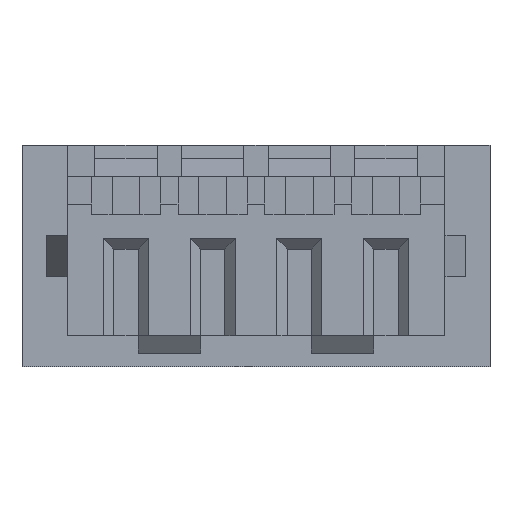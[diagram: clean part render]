
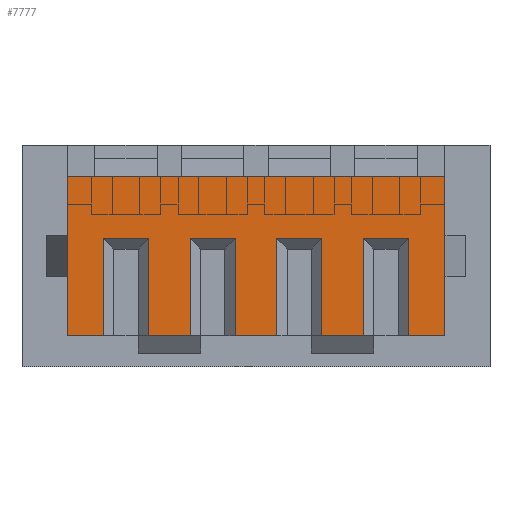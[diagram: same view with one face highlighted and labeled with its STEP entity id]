
A CAD part, front view. The second image highlights one B-rep face of the part: STEP entity #7777.
In plain terms, the highlighted planar face has unit normal (0, -1, 0).
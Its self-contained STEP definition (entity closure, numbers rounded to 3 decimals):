
#1129=DIRECTION('',(0.,0.,1.));
#1130=VECTOR('',#1129,2.3);
#1131=CARTESIAN_POINT('',(2.725,-1.975,-1.15));
#1132=LINE('',#1131,#1130);
#1213=DIRECTION('',(0.,0.,1.));
#1214=VECTOR('',#1213,1.4);
#1215=CARTESIAN_POINT('',(1.55,-1.975,-1.15));
#1216=LINE('',#1215,#1214);
#1225=DIRECTION('',(1.,0.,0.));
#1226=VECTOR('',#1225,0.6);
#1227=CARTESIAN_POINT('',(0.95,-1.975,-1.15));
#1228=LINE('',#1227,#1226);
#1229=DIRECTION('',(1.,0.,0.));
#1230=VECTOR('',#1229,0.6);
#1231=CARTESIAN_POINT('',(-0.3,-1.975,-1.15));
#1232=LINE('',#1231,#1230);
#1233=DIRECTION('',(1.,0.,0.));
#1234=VECTOR('',#1233,0.6);
#1235=CARTESIAN_POINT('',(-1.55,-1.975,-1.15));
#1236=LINE('',#1235,#1234);
#1237=DIRECTION('',(1.,0.,0.));
#1238=VECTOR('',#1237,0.525);
#1239=CARTESIAN_POINT('',(-2.725,-1.975,-1.15));
#1240=LINE('',#1239,#1238);
#1241=DIRECTION('',(0.,0.,1.));
#1242=VECTOR('',#1241,2.3);
#1243=CARTESIAN_POINT('',(-2.725,-1.975,-1.15));
#1244=LINE('',#1243,#1242);
#1245=DIRECTION('',(1.,0.,0.));
#1246=VECTOR('',#1245,5.45);
#1247=CARTESIAN_POINT('',(-2.725,-1.975,1.15));
#1248=LINE('',#1247,#1246);
#1249=DIRECTION('',(1.,0.,0.));
#1250=VECTOR('',#1249,0.525);
#1251=CARTESIAN_POINT('',(2.2,-1.975,-1.15));
#1252=LINE('',#1251,#1250);
#1253=DIRECTION('',(0.,0.,1.));
#1254=VECTOR('',#1253,1.4);
#1255=CARTESIAN_POINT('',(2.2,-1.975,-1.15));
#1256=LINE('',#1255,#1254);
#1269=DIRECTION('',(-1.,0.,0.));
#1270=VECTOR('',#1269,0.65);
#1271=CARTESIAN_POINT('',(2.2,-1.975,0.25));
#1272=LINE('',#1271,#1270);
#1281=DIRECTION('',(0.,0.,1.));
#1282=VECTOR('',#1281,1.4);
#1283=CARTESIAN_POINT('',(0.95,-1.975,-1.15));
#1284=LINE('',#1283,#1282);
#1297=DIRECTION('',(0.,0.,1.));
#1298=VECTOR('',#1297,1.4);
#1299=CARTESIAN_POINT('',(0.3,-1.975,-1.15));
#1300=LINE('',#1299,#1298);
#1309=DIRECTION('',(-1.,0.,0.));
#1310=VECTOR('',#1309,0.65);
#1311=CARTESIAN_POINT('',(0.95,-1.975,0.25));
#1312=LINE('',#1311,#1310);
#1321=DIRECTION('',(0.,0.,1.));
#1322=VECTOR('',#1321,1.4);
#1323=CARTESIAN_POINT('',(-0.3,-1.975,-1.15));
#1324=LINE('',#1323,#1322);
#1337=DIRECTION('',(0.,0.,1.));
#1338=VECTOR('',#1337,1.4);
#1339=CARTESIAN_POINT('',(-0.95,-1.975,-1.15));
#1340=LINE('',#1339,#1338);
#1349=DIRECTION('',(-1.,0.,0.));
#1350=VECTOR('',#1349,0.65);
#1351=CARTESIAN_POINT('',(-0.3,-1.975,0.25));
#1352=LINE('',#1351,#1350);
#1361=DIRECTION('',(0.,0.,1.));
#1362=VECTOR('',#1361,1.4);
#1363=CARTESIAN_POINT('',(-1.55,-1.975,-1.15));
#1364=LINE('',#1363,#1362);
#1377=DIRECTION('',(0.,0.,1.));
#1378=VECTOR('',#1377,1.4);
#1379=CARTESIAN_POINT('',(-2.2,-1.975,-1.15));
#1380=LINE('',#1379,#1378);
#1389=DIRECTION('',(-1.,0.,0.));
#1390=VECTOR('',#1389,0.65);
#1391=CARTESIAN_POINT('',(-1.55,-1.975,0.25));
#1392=LINE('',#1391,#1390);
#4590=CARTESIAN_POINT('',(-2.725,-1.975,-1.15));
#4592=VERTEX_POINT('',#4590);
#4593=CARTESIAN_POINT('',(-2.725,-1.975,1.15));
#4595=VERTEX_POINT('',#4593);
#4603=CARTESIAN_POINT('',(2.725,-1.975,1.15));
#4604=VERTEX_POINT('',#4603);
#4605=CARTESIAN_POINT('',(2.725,-1.975,-1.15));
#4607=VERTEX_POINT('',#4605);
#4749=CARTESIAN_POINT('',(-2.2,-1.975,-1.15));
#4750=CARTESIAN_POINT('',(-2.2,-1.975,0.25));
#4751=VERTEX_POINT('',#4749);
#4752=VERTEX_POINT('',#4750);
#4757=CARTESIAN_POINT('',(-1.55,-1.975,0.25));
#4758=VERTEX_POINT('',#4757);
#4761=CARTESIAN_POINT('',(-1.55,-1.975,-1.15));
#4762=VERTEX_POINT('',#4761);
#5037=CARTESIAN_POINT('',(-0.95,-1.975,-1.15));
#5038=CARTESIAN_POINT('',(-0.95,-1.975,0.25));
#5039=VERTEX_POINT('',#5037);
#5040=VERTEX_POINT('',#5038);
#5043=CARTESIAN_POINT('',(-0.3,-1.975,0.25));
#5044=VERTEX_POINT('',#5043);
#5047=CARTESIAN_POINT('',(-0.3,-1.975,-1.15));
#5048=VERTEX_POINT('',#5047);
#5049=CARTESIAN_POINT('',(0.3,-1.975,-1.15));
#5050=CARTESIAN_POINT('',(0.3,-1.975,0.25));
#5051=VERTEX_POINT('',#5049);
#5052=VERTEX_POINT('',#5050);
#5055=CARTESIAN_POINT('',(0.95,-1.975,0.25));
#5056=VERTEX_POINT('',#5055);
#5059=CARTESIAN_POINT('',(0.95,-1.975,-1.15));
#5060=VERTEX_POINT('',#5059);
#5197=CARTESIAN_POINT('',(1.55,-1.975,-1.15));
#5198=CARTESIAN_POINT('',(1.55,-1.975,0.25));
#5199=VERTEX_POINT('',#5197);
#5200=VERTEX_POINT('',#5198);
#5203=CARTESIAN_POINT('',(2.2,-1.975,0.25));
#5204=VERTEX_POINT('',#5203);
#5207=CARTESIAN_POINT('',(2.2,-1.975,-1.15));
#5208=VERTEX_POINT('',#5207);
#7737=CARTESIAN_POINT('',(-2.725,-1.975,-1.6));
#7738=DIRECTION('',(0.,-1.,0.));
#7739=DIRECTION('',(1.,0.,0.));
#7740=AXIS2_PLACEMENT_3D('',#7737,#7738,#7739);
#7741=PLANE('',#7740);
#7743=ORIENTED_EDGE('',*,*,#7742,.T.);
#7745=ORIENTED_EDGE('',*,*,#7744,.T.);
#7746=ORIENTED_EDGE('',*,*,#7728,.F.);
#7747=ORIENTED_EDGE('',*,*,#7681,.F.);
#7749=ORIENTED_EDGE('',*,*,#7748,.T.);
#7751=ORIENTED_EDGE('',*,*,#7750,.T.);
#7753=ORIENTED_EDGE('',*,*,#7752,.F.);
#7754=ORIENTED_EDGE('',*,*,#7673,.F.);
#7756=ORIENTED_EDGE('',*,*,#7755,.T.);
#7758=ORIENTED_EDGE('',*,*,#7757,.T.);
#7760=ORIENTED_EDGE('',*,*,#7759,.F.);
#7761=ORIENTED_EDGE('',*,*,#7665,.F.);
#7763=ORIENTED_EDGE('',*,*,#7762,.T.);
#7765=ORIENTED_EDGE('',*,*,#7764,.T.);
#7767=ORIENTED_EDGE('',*,*,#7766,.F.);
#7768=ORIENTED_EDGE('',*,*,#7657,.F.);
#7770=ORIENTED_EDGE('',*,*,#7769,.T.);
#7772=ORIENTED_EDGE('',*,*,#7771,.T.);
#7773=ORIENTED_EDGE('',*,*,#7621,.F.);
#7774=ORIENTED_EDGE('',*,*,#7651,.F.);
#7775=EDGE_LOOP('',(#7743,#7745,#7746,#7747,#7749,#7751,#7753,#7754,#7756,#7758,
#7760,#7761,#7763,#7765,#7767,#7768,#7770,#7772,#7773,#7774));
#7776=FACE_OUTER_BOUND('',#7775,.F.);
#7777=ADVANCED_FACE('',(#7776),#7741,.T.);
#7621=EDGE_CURVE('',#4607,#4604,#1132,.T.);
#7651=EDGE_CURVE('',#5208,#4607,#1252,.T.);
#7657=EDGE_CURVE('',#4592,#4751,#1240,.T.);
#7665=EDGE_CURVE('',#4762,#5039,#1236,.T.);
#7673=EDGE_CURVE('',#5048,#5051,#1232,.T.);
#7681=EDGE_CURVE('',#5060,#5199,#1228,.T.);
#7728=EDGE_CURVE('',#5199,#5200,#1216,.T.);
#7742=EDGE_CURVE('',#5208,#5204,#1256,.T.);
#7744=EDGE_CURVE('',#5204,#5200,#1272,.T.);
#7748=EDGE_CURVE('',#5060,#5056,#1284,.T.);
#7750=EDGE_CURVE('',#5056,#5052,#1312,.T.);
#7752=EDGE_CURVE('',#5051,#5052,#1300,.T.);
#7755=EDGE_CURVE('',#5048,#5044,#1324,.T.);
#7757=EDGE_CURVE('',#5044,#5040,#1352,.T.);
#7759=EDGE_CURVE('',#5039,#5040,#1340,.T.);
#7762=EDGE_CURVE('',#4762,#4758,#1364,.T.);
#7764=EDGE_CURVE('',#4758,#4752,#1392,.T.);
#7766=EDGE_CURVE('',#4751,#4752,#1380,.T.);
#7769=EDGE_CURVE('',#4592,#4595,#1244,.T.);
#7771=EDGE_CURVE('',#4595,#4604,#1248,.T.);
